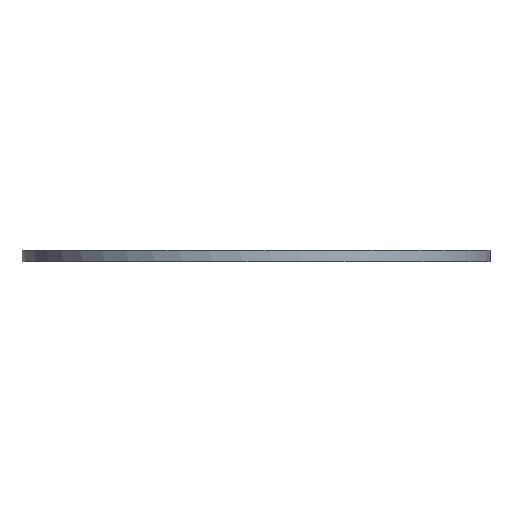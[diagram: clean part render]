
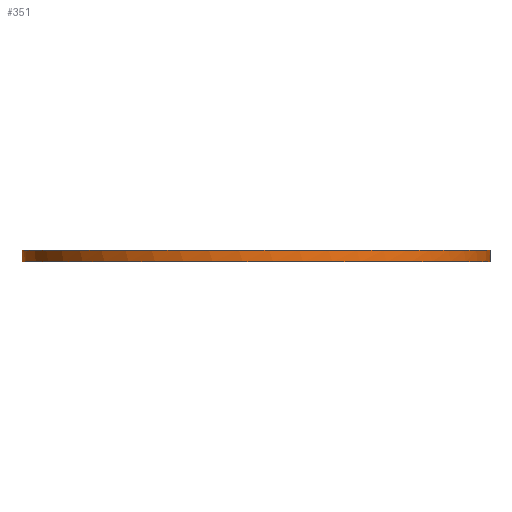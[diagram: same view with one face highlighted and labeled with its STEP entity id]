
A CAD part, front view. The second image highlights one B-rep face of the part: STEP entity #351.
In plain terms, the highlighted cylindrical face has radius 16 mm (diameter 32 mm), a partial arc.
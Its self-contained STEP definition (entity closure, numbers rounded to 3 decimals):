
#8 = EDGE_CURVE ( 'NONE', #406, #389, #567, .T. ) ;
#11 = EDGE_CURVE ( 'NONE', #406, #390, #339, .T. ) ;
#12 = EDGE_CURVE ( 'NONE', #390, #404, #589, .T. ) ;
#20 = AXIS2_PLACEMENT_3D ( 'NONE', #166, #150, #190 ) ;
#29 = VECTOR ( 'NONE', #547, 1000. ) ;
#33 = VECTOR ( 'NONE', #608, 1000. ) ;
#150 = DIRECTION ( 'NONE',  ( 0., 0., 1. ) ) ;
#153 = CARTESIAN_POINT ( 'NONE',  ( -16., 0., 0. ) ) ;
#158 = CARTESIAN_POINT ( 'NONE',  ( -16., 0., 0.8 ) ) ;
#159 = CARTESIAN_POINT ( 'NONE',  ( 16., 0., 0.8 ) ) ;
#165 = CYLINDRICAL_SURFACE ( 'NONE', #20, 16. ) ;
#166 = CARTESIAN_POINT ( 'NONE',  ( 0., 0., 0.8 ) ) ;
#180 = CARTESIAN_POINT ( 'NONE',  ( 16., 0., 0. ) ) ;
#189 = FACE_OUTER_BOUND ( 'NONE', #532, .T. ) ;
#190 = DIRECTION ( 'NONE',  ( 1., 0., 0. ) ) ;
#283 = EDGE_CURVE ( 'NONE', #404, #389, #341, .T. ) ;
#339 = B_SPLINE_CURVE_WITH_KNOTS ( 'NONE', 3,
 ( #575, #578, #580, #581, #584, #585, #539, #586, #604, #598, #609, #606, #627, #600, #601, #622, #605, #637 ),
 .UNSPECIFIED., .F., .F.,
 ( 4, 2, 2, 2, 2, 2, 2, 2, 4 ),
 ( 0.238, 0.304, 0.369, 0.435, 0.5, 0.565, 0.631, 0.696, 0.762 ),
 .UNSPECIFIED. ) ;
#341 = B_SPLINE_CURVE_WITH_KNOTS ( 'NONE', 3,
 ( #703, #671, #672, #673, #697, #689, #674, #656, #685, #682, #686, #675, #676, #687, #692, #699, #693, #694 ),
 .UNSPECIFIED., .F., .F.,
 ( 4, 2, 2, 2, 2, 2, 2, 2, 4 ),
 ( 0.238, 0.304, 0.369, 0.435, 0.5, 0.565, 0.631, 0.696, 0.762 ),
 .UNSPECIFIED. ) ;
#351 = ADVANCED_FACE ( 'NONE', ( #189 ), #165, .T. ) ;
#389 = VERTEX_POINT ( 'NONE', #158 ) ;
#390 = VERTEX_POINT ( 'NONE', #180 ) ;
#391 = ORIENTED_EDGE ( 'NONE', *, *, #8, .F. ) ;
#404 = VERTEX_POINT ( 'NONE', #159 ) ;
#406 = VERTEX_POINT ( 'NONE', #153 ) ;
#455 = ORIENTED_EDGE ( 'NONE', *, *, #283, .T. ) ;
#459 = ORIENTED_EDGE ( 'NONE', *, *, #11, .T. ) ;
#461 = ORIENTED_EDGE ( 'NONE', *, *, #12, .T. ) ;
#532 = EDGE_LOOP ( 'NONE', ( #391, #459, #461, #455 ) ) ;
#539 = CARTESIAN_POINT ( 'NONE',  ( -8.058, -13.981, 0. ) ) ;
#547 = DIRECTION ( 'NONE',  ( 0., 0., 1. ) ) ;
#550 = CARTESIAN_POINT ( 'NONE',  ( 16., 0., 0.8 ) ) ;
#567 = LINE ( 'NONE', #587, #29 ) ;
#575 = CARTESIAN_POINT ( 'NONE',  ( -16., 0., 0. ) ) ;
#578 = CARTESIAN_POINT ( 'NONE',  ( -16., -2.094, 0. ) ) ;
#580 = CARTESIAN_POINT ( 'NONE',  ( -15.584, -4.188, 0. ) ) ;
#581 = CARTESIAN_POINT ( 'NONE',  ( -13.981, -8.058, 0. ) ) ;
#584 = CARTESIAN_POINT ( 'NONE',  ( -12.795, -9.833, 0. ) ) ;
#585 = CARTESIAN_POINT ( 'NONE',  ( -9.833, -12.795, 0. ) ) ;
#586 = CARTESIAN_POINT ( 'NONE',  ( -4.188, -15.584, 0. ) ) ;
#587 = CARTESIAN_POINT ( 'NONE',  ( -16., 0., 0.8 ) ) ;
#589 = LINE ( 'NONE', #550, #33 ) ;
#598 = CARTESIAN_POINT ( 'NONE',  ( 2.094, -16., 0. ) ) ;
#600 = CARTESIAN_POINT ( 'NONE',  ( 12.795, -9.833, 0. ) ) ;
#601 = CARTESIAN_POINT ( 'NONE',  ( 13.981, -8.058, 0. ) ) ;
#604 = CARTESIAN_POINT ( 'NONE',  ( -2.094, -16., 0. ) ) ;
#605 = CARTESIAN_POINT ( 'NONE',  ( 16., -2.094, 0. ) ) ;
#606 = CARTESIAN_POINT ( 'NONE',  ( 8.058, -13.981, 0. ) ) ;
#608 = DIRECTION ( 'NONE',  ( 0., 0., 1. ) ) ;
#609 = CARTESIAN_POINT ( 'NONE',  ( 4.188, -15.584, 0. ) ) ;
#622 = CARTESIAN_POINT ( 'NONE',  ( 15.584, -4.188, 0. ) ) ;
#627 = CARTESIAN_POINT ( 'NONE',  ( 9.833, -12.795, 0. ) ) ;
#637 = CARTESIAN_POINT ( 'NONE',  ( 16., 0., 0. ) ) ;
#656 = CARTESIAN_POINT ( 'NONE',  ( 4.188, -15.584, 0.8 ) ) ;
#671 = CARTESIAN_POINT ( 'NONE',  ( 16., -2.094, 0.8 ) ) ;
#672 = CARTESIAN_POINT ( 'NONE',  ( 15.584, -4.188, 0.8 ) ) ;
#673 = CARTESIAN_POINT ( 'NONE',  ( 13.981, -8.058, 0.8 ) ) ;
#674 = CARTESIAN_POINT ( 'NONE',  ( 8.058, -13.981, 0.8 ) ) ;
#675 = CARTESIAN_POINT ( 'NONE',  ( -8.058, -13.981, 0.8 ) ) ;
#676 = CARTESIAN_POINT ( 'NONE',  ( -9.833, -12.795, 0.8 ) ) ;
#682 = CARTESIAN_POINT ( 'NONE',  ( -2.094, -16., 0.8 ) ) ;
#685 = CARTESIAN_POINT ( 'NONE',  ( 2.094, -16., 0.8 ) ) ;
#686 = CARTESIAN_POINT ( 'NONE',  ( -4.188, -15.584, 0.8 ) ) ;
#687 = CARTESIAN_POINT ( 'NONE',  ( -12.795, -9.833, 0.8 ) ) ;
#689 = CARTESIAN_POINT ( 'NONE',  ( 9.833, -12.795, 0.8 ) ) ;
#692 = CARTESIAN_POINT ( 'NONE',  ( -13.981, -8.058, 0.8 ) ) ;
#693 = CARTESIAN_POINT ( 'NONE',  ( -16., -2.094, 0.8 ) ) ;
#694 = CARTESIAN_POINT ( 'NONE',  ( -16., 0., 0.8 ) ) ;
#697 = CARTESIAN_POINT ( 'NONE',  ( 12.795, -9.833, 0.8 ) ) ;
#699 = CARTESIAN_POINT ( 'NONE',  ( -15.584, -4.188, 0.8 ) ) ;
#703 = CARTESIAN_POINT ( 'NONE',  ( 16., 0., 0.8 ) ) ;
